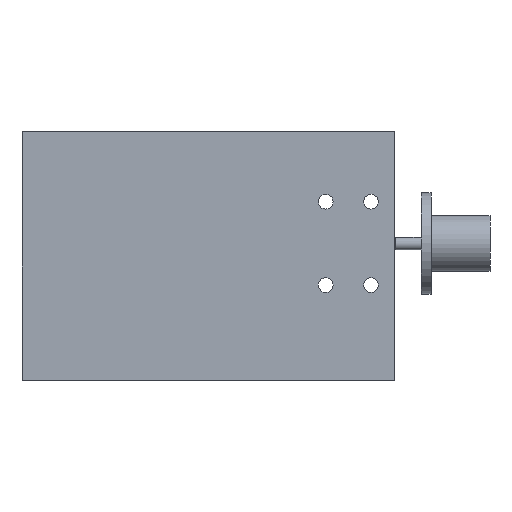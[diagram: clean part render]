
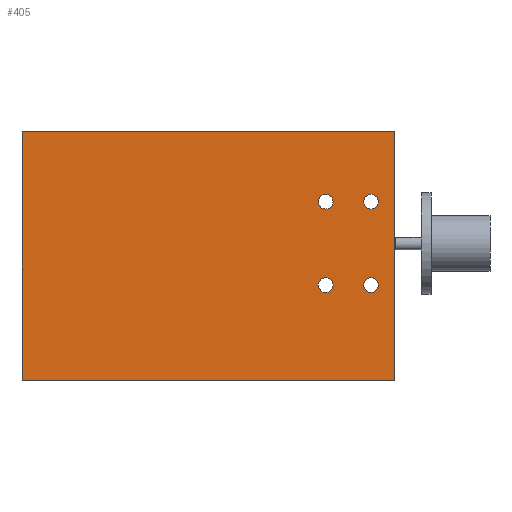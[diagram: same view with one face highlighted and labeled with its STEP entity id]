
A CAD part, top view. The second image highlights one B-rep face of the part: STEP entity #405.
In plain terms, the highlighted planar face has unit normal (0, 0, 1).
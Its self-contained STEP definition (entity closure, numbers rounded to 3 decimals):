
#43=FACE_BOUND('',#116,.T.);
#44=FACE_BOUND('',#117,.T.);
#45=FACE_BOUND('',#118,.T.);
#46=FACE_BOUND('',#119,.T.);
#59=PLANE('',#479);
#81=FACE_OUTER_BOUND('',#115,.T.);
#115=EDGE_LOOP('',(#357,#358,#359,#360));
#116=EDGE_LOOP('',(#361));
#117=EDGE_LOOP('',(#362));
#118=EDGE_LOOP('',(#363));
#119=EDGE_LOOP('',(#364));
#139=LINE('',#698,#163);
#142=LINE('',#704,#166);
#145=LINE('',#710,#169);
#148=LINE('',#714,#172);
#163=VECTOR('',#586,10.);
#166=VECTOR('',#591,10.);
#169=VECTOR('',#596,10.);
#172=VECTOR('',#601,10.);
#189=CIRCLE('',#464,1.5);
#191=CIRCLE('',#467,1.5);
#193=CIRCLE('',#470,1.5);
#195=CIRCLE('',#473,1.5);
#213=VERTEX_POINT('',#668);
#215=VERTEX_POINT('',#674);
#217=VERTEX_POINT('',#680);
#219=VERTEX_POINT('',#686);
#223=VERTEX_POINT('',#695);
#224=VERTEX_POINT('',#697);
#226=VERTEX_POINT('',#703);
#228=VERTEX_POINT('',#709);
#253=EDGE_CURVE('',#213,#213,#189,.T.);
#256=EDGE_CURVE('',#215,#215,#191,.T.);
#259=EDGE_CURVE('',#217,#217,#193,.T.);
#262=EDGE_CURVE('',#219,#219,#195,.T.);
#267=EDGE_CURVE('',#224,#223,#139,.T.);
#270=EDGE_CURVE('',#226,#224,#142,.T.);
#273=EDGE_CURVE('',#228,#226,#145,.T.);
#276=EDGE_CURVE('',#223,#228,#148,.T.);
#357=ORIENTED_EDGE('',*,*,#276,.T.);
#358=ORIENTED_EDGE('',*,*,#273,.T.);
#359=ORIENTED_EDGE('',*,*,#270,.T.);
#360=ORIENTED_EDGE('',*,*,#267,.T.);
#361=ORIENTED_EDGE('',*,*,#262,.T.);
#362=ORIENTED_EDGE('',*,*,#259,.T.);
#363=ORIENTED_EDGE('',*,*,#256,.T.);
#364=ORIENTED_EDGE('',*,*,#253,.T.);
#405=ADVANCED_FACE('',(#81,#43,#44,#45,#46),#59,.T.);
#464=AXIS2_PLACEMENT_3D('',#669,#556,#557);
#467=AXIS2_PLACEMENT_3D('',#675,#563,#564);
#470=AXIS2_PLACEMENT_3D('',#681,#570,#571);
#473=AXIS2_PLACEMENT_3D('',#687,#577,#578);
#479=AXIS2_PLACEMENT_3D('',#715,#602,#603);
#556=DIRECTION('center_axis',(0.,0.,-1.));
#557=DIRECTION('ref_axis',(1.,0.,0.));
#563=DIRECTION('center_axis',(0.,0.,-1.));
#564=DIRECTION('ref_axis',(1.,0.,0.));
#570=DIRECTION('center_axis',(0.,0.,-1.));
#571=DIRECTION('ref_axis',(1.,0.,0.));
#577=DIRECTION('center_axis',(0.,0.,-1.));
#578=DIRECTION('ref_axis',(1.,0.,0.));
#586=DIRECTION('',(1.,0.,0.));
#591=DIRECTION('',(0.,-1.,0.));
#596=DIRECTION('',(-1.,0.,0.));
#601=DIRECTION('',(0.,1.,0.));
#602=DIRECTION('center_axis',(0.,0.,1.));
#603=DIRECTION('ref_axis',(1.,0.,0.));
#668=CARTESIAN_POINT('',(-10.75,4.,6.016));
#669=CARTESIAN_POINT('Origin',(-9.25,4.,6.016));
#674=CARTESIAN_POINT('',(-19.989,4.,6.016));
#675=CARTESIAN_POINT('Origin',(-18.489,4.,6.016));
#680=CARTESIAN_POINT('',(-10.75,21.,6.016));
#681=CARTESIAN_POINT('Origin',(-9.25,21.,6.016));
#686=CARTESIAN_POINT('',(-19.989,21.,6.016));
#687=CARTESIAN_POINT('Origin',(-18.489,21.,6.016));
#695=CARTESIAN_POINT('',(-4.514,-15.381,6.016));
#697=CARTESIAN_POINT('',(-80.357,-15.381,6.016));
#698=CARTESIAN_POINT('',(-80.357,-15.381,6.016));
#703=CARTESIAN_POINT('',(-80.357,35.252,6.016));
#704=CARTESIAN_POINT('',(-80.357,35.252,6.016));
#709=CARTESIAN_POINT('',(-4.514,35.252,6.016));
#710=CARTESIAN_POINT('',(-4.514,35.252,6.016));
#714=CARTESIAN_POINT('',(-4.514,-15.381,6.016));
#715=CARTESIAN_POINT('Origin',(-42.436,9.935,6.016));
